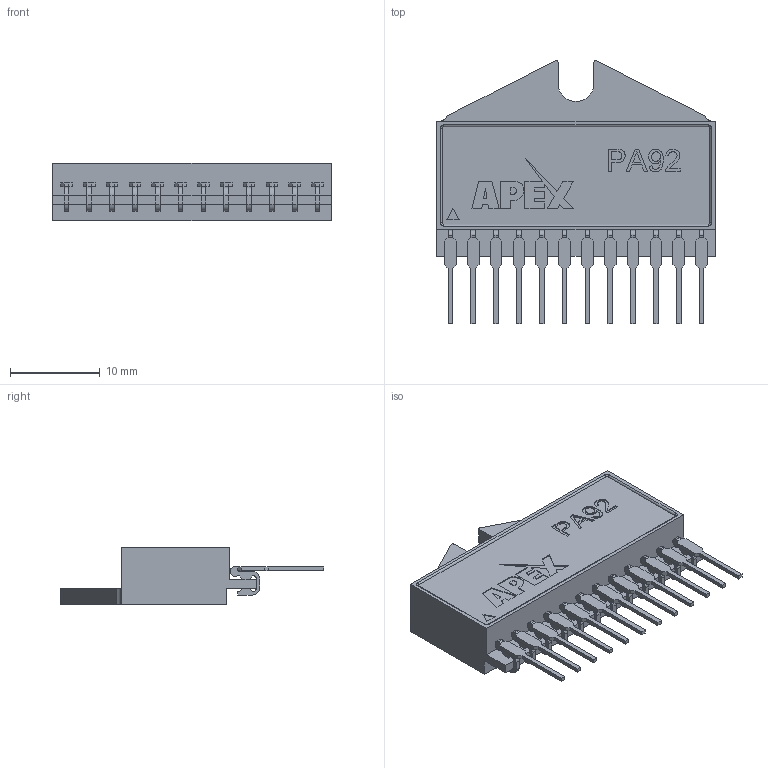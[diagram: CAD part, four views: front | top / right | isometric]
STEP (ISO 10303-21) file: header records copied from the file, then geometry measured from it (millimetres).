
FILE_DESCRIPTION (( 'STEP AP214' ), '1' );
FILE_NAME ('User Library-PA92 (SIP-12).STEP', '2021-06-23T01:30:56', ( '' ), ( '' ), 'SwSTEP 2.0', 'SolidWorks 2021', '' );
FILE_SCHEMA (( 'AUTOMOTIVE_DESIGN' ));
Length unit declared in the file: millimetre
Products named in the file (1): User Library-PA92 (SIP-12)
Bounding box: 31 x 29.28 x 6.43 mm (x, y, z)
Volume: 2662.4 mm3; surface area: 2198.8 mm2
Topology: 1 solids, 1 shells, 561 faces, 1607 edges, 1062 vertices
Faces by surface type: plane 426, cylinder 101, bspline 30, torus 4
Entity records: 26006 total; most frequent: CARTESIAN_POINT 5085, ORIENTED_EDGE 3214, DIRECTION 2823, EDGE_CURVE 1607, VECTOR 1335, LINE 1335, VERTEX_POINT 1062, AXIS2_PLACEMENT_3D 744
